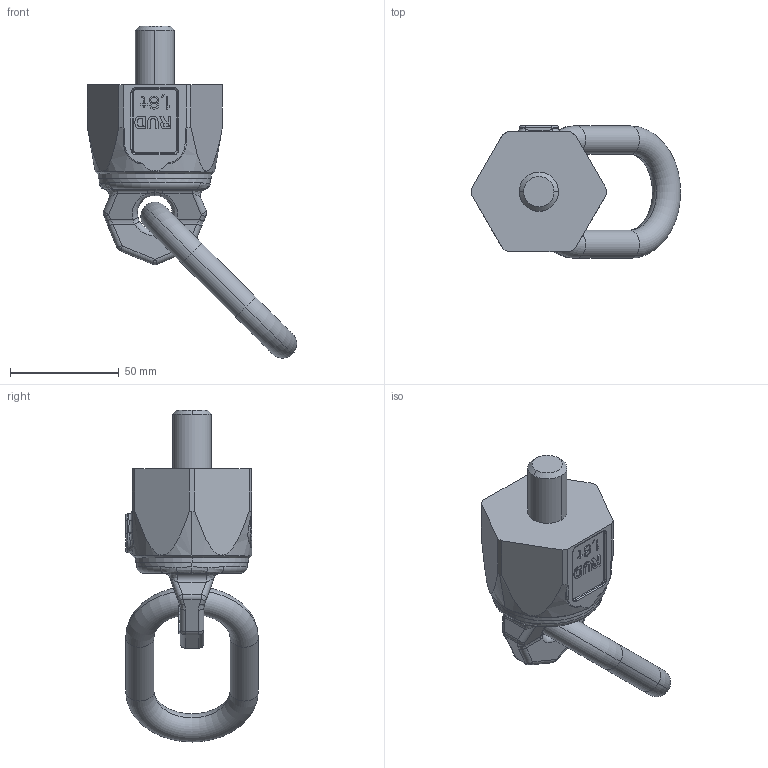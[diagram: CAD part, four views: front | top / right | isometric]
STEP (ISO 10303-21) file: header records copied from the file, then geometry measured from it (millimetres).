
FILE_DESCRIPTION((''),'2;1');
FILE_NAME('001-M32402-P-10_ASM','2018-05-09T',('Anja.Joas'),(''),'PRO/ENGINEER BY PARAMETRIC TECHNOLOGY CORPORATION, 2011490','PRO/ENGINEER BY PARAMETRIC TECHNOLOGY CORPORATION, 2011490','');
FILE_SCHEMA(('CONFIG_CONTROL_DESIGN'));
Length unit declared in the file: millimetre
Products named in the file (5): 001-M31524-P-40_AF0; 001-M31527-P-3; 001-M31524-P-70_AF0; 001-M31711-P-3_AF1; 001-M32402-P-10_ASM
Assembly tree (4 placements, depth 2):
  001-M32402-P-10_ASM
    001-M31524-P-40_AF0
    001-M31527-P-3
    001-M31524-P-70_AF0
    001-M31711-P-3_AF1
Bounding box: 96.19 x 61 x 152.67 mm (x, y, z)
Volume: 170035 mm3; surface area: 35543.9 mm2
Topology: 4 solids, 4 shells, 644 faces, 1734 edges, 1122 vertices
Faces by surface type: plane 469, cylinder 86, bspline 46, torus 34, cone 6, sphere 2, extrusion 1
Entity records: 21927 total; most frequent: CARTESIAN_POINT 5897, ORIENTED_EDGE 3468, DIRECTION 3057, EDGE_CURVE 1734, VECTOR 1373, LINE 1372, VERTEX_POINT 1122, AXIS2_PLACEMENT_3D 842
